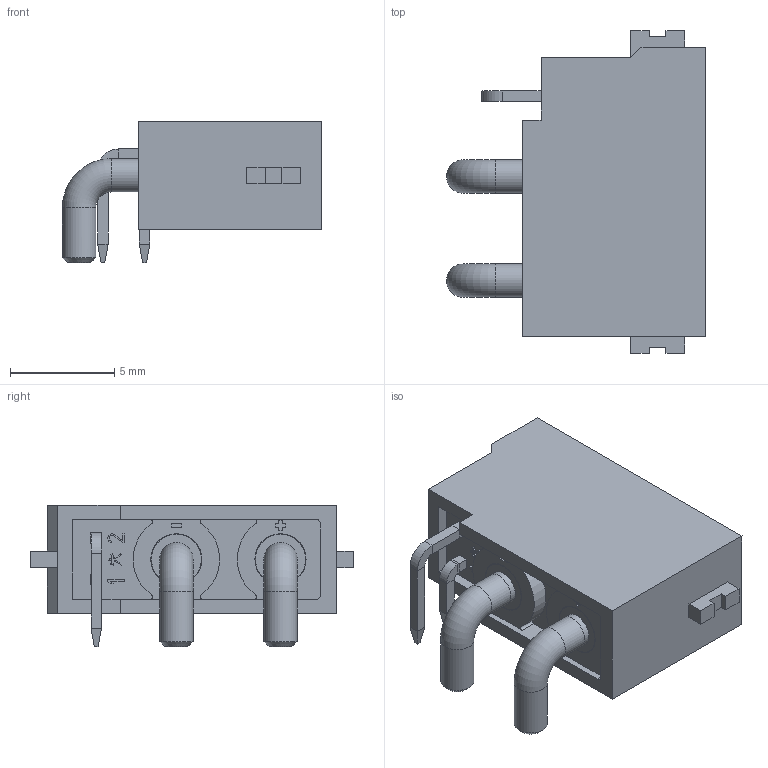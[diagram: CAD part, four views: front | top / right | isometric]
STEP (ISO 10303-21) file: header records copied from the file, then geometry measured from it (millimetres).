
FILE_DESCRIPTION(/* description */ (''),/* implementation_level */ '2;1');
FILE_NAME(/* name */ 'J1.step',/* time_stamp */ '2023-08-12T09:21:51+02:00',/* author */ (''),/* organization */ (''),/* preprocessor_version */ 'ST-DEVELOPER v20',/* originating_system */ 'Autodesk Translation Framework v12.9.0.99',/* authorisation */ '');
FILE_SCHEMA (('AUTOMOTIVE_DESIGN { 1 0 10303 214 3 1 1 }'));
Length unit declared in the file: millimetre
Products named in the file (2): J1; XT30(2+2)PW-M
Assembly tree (1 placements, depth 2):
  J1
    XT30(2+2)PW-M
Bounding box: 12.44 x 15.5 x 6.8 mm (x, y, z)
Volume: 368.6 mm3; surface area: 1049.4 mm2
Topology: 9 solids, 9 shells, 780 faces, 1926 edges, 1188 vertices
Faces by surface type: plane 445, cylinder 193, cone 132, bspline 8, torus 2
Full cylindrical faces by diameter (mm): 1.6 x6, 1.9 x2, 2 x2, 2.3 x2, 2.45 x2, 2.452 x4
Entity records: 23632 total; most frequent: CARTESIAN_POINT 5453, ORIENTED_EDGE 3852, DIRECTION 3668, EDGE_CURVE 1926, AXIS2_PLACEMENT_3D 1319, VERTEX_POINT 1188, LINE 1030, VECTOR 1030
